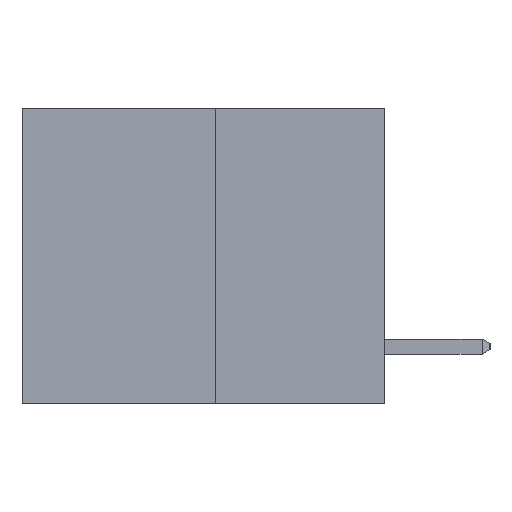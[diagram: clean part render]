
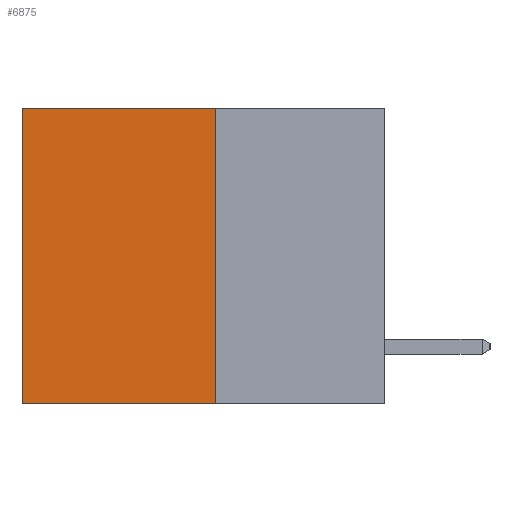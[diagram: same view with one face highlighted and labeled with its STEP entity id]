
A CAD part, left-side view. The second image highlights one B-rep face of the part: STEP entity #6875.
In plain terms, the highlighted planar face has unit normal (-1, 0, 0).
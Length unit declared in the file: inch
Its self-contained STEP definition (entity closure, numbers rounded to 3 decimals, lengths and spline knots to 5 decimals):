
#339 = DIRECTION ( 'NONE',  ( 1., 0., 0. ) ) ;
#631 = EDGE_CURVE ( 'NONE', #14710, #22531, #22213, .T. ) ;
#818 = DIRECTION ( 'NONE',  ( 0., 1., 0. ) ) ;
#1188 = LINE ( 'NONE', #9258, #10098 ) ;
#2117 = ORIENTED_EDGE ( 'NONE', *, *, #4562, .T. ) ;
#3490 = CARTESIAN_POINT ( 'NONE',  ( 0.3165, 0.28, -0.49 ) ) ;
#4562 = EDGE_CURVE ( 'NONE', #23355, #22531, #19436, .T. ) ;
#5806 = DIRECTION ( 'NONE',  ( 0., 0., -1. ) ) ;
#6192 = VECTOR ( 'NONE', #17231, 39.37008 ) ;
#6875 = ADVANCED_FACE ( 'NONE', ( #20129 ), #16232, .F. ) ;
#7619 = DIRECTION ( 'NONE',  ( 0., 0., -1. ) ) ;
#8432 = ORIENTED_EDGE ( 'NONE', *, *, #16941, .T. ) ;
#9258 = CARTESIAN_POINT ( 'NONE',  ( 0.3165, 0.28, 0. ) ) ;
#9775 = CARTESIAN_POINT ( 'NONE',  ( 0.3165, 0.6, -0.49 ) ) ;
#9906 = LINE ( 'NONE', #12012, #6192 ) ;
#10098 = VECTOR ( 'NONE', #818, 39.37008 ) ;
#11077 = ORIENTED_EDGE ( 'NONE', *, *, #15066, .F. ) ;
#11351 = CARTESIAN_POINT ( 'NONE',  ( 0.3165, 0.28, -0.49 ) ) ;
#12012 = CARTESIAN_POINT ( 'NONE',  ( 0.3165, 0.28, -0.49 ) ) ;
#12306 = CARTESIAN_POINT ( 'NONE',  ( 0.3165, 0.6, 0. ) ) ;
#12697 = CARTESIAN_POINT ( 'NONE',  ( 0.3165, 0.28, 0. ) ) ;
#14710 = VERTEX_POINT ( 'NONE', #16745 ) ;
#15066 = EDGE_CURVE ( 'NONE', #20769, #14710, #9906, .T. ) ;
#16232 = PLANE ( 'NONE',  #23719 ) ;
#16745 = CARTESIAN_POINT ( 'NONE',  ( 0.3165, 0.28, -0.49 ) ) ;
#16941 = EDGE_CURVE ( 'NONE', #20769, #23355, #1188, .T. ) ;
#17231 = DIRECTION ( 'NONE',  ( 0., 0., -1. ) ) ;
#17326 = CARTESIAN_POINT ( 'NONE',  ( 0.3165, 0.6, -0.49 ) ) ;
#17387 = VECTOR ( 'NONE', #18769, 39.37008 ) ;
#18769 = DIRECTION ( 'NONE',  ( 0., 1., 0. ) ) ;
#19436 = LINE ( 'NONE', #9775, #20007 ) ;
#20007 = VECTOR ( 'NONE', #7619, 39.37008 ) ;
#20129 = FACE_OUTER_BOUND ( 'NONE', #21944, .T. ) ;
#20769 = VERTEX_POINT ( 'NONE', #12697 ) ;
#21944 = EDGE_LOOP ( 'NONE', ( #2117, #22417, #11077, #8432 ) ) ;
#22213 = LINE ( 'NONE', #3490, #17387 ) ;
#22417 = ORIENTED_EDGE ( 'NONE', *, *, #631, .F. ) ;
#22531 = VERTEX_POINT ( 'NONE', #17326 ) ;
#23355 = VERTEX_POINT ( 'NONE', #12306 ) ;
#23719 = AXIS2_PLACEMENT_3D ( 'NONE', #11351, #339, #5806 ) ;
